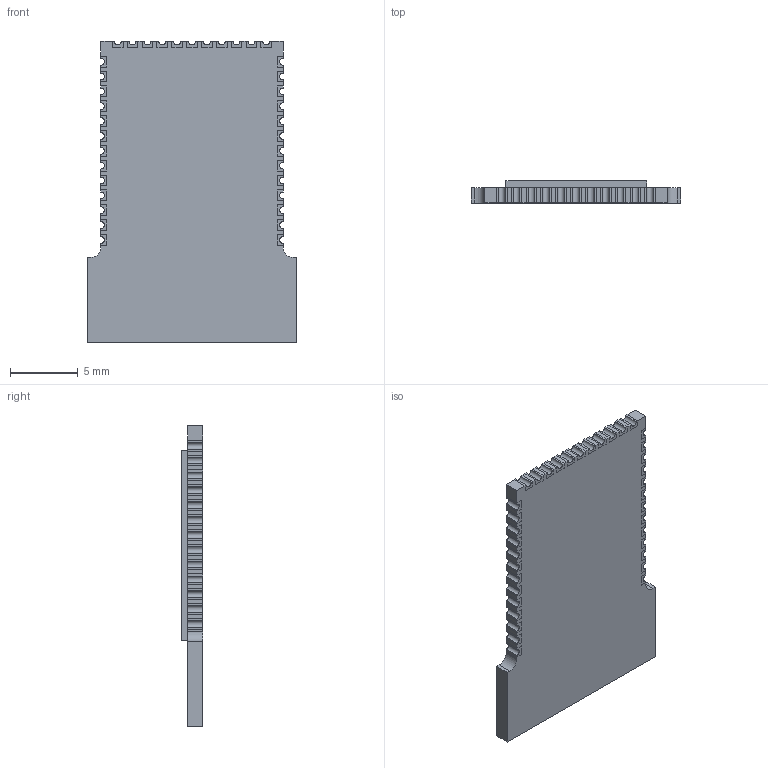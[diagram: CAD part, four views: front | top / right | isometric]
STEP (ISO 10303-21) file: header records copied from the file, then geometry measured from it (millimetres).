
FILE_DESCRIPTION(/* description */ (''),/* implementation_level */ '2;1');
FILE_NAME(/* name */ 'holyiot_18039_nRF52840.step',/* time_stamp */ '2023-01-23T15:17:55+08:00',/* author */ (''),/* organization */ (''),/* preprocessor_version */ 'ST-DEVELOPER v19.2',/* originating_system */ 'Autodesk Translation Framework v11.17.0.187',/* authorisation */ '');
FILE_SCHEMA (('AUTOMOTIVE_DESIGN { 1 0 10303 214 3 1 1 }'));
Length unit declared in the file: millimetre
Products named in the file (1): (Unsaved)
Bounding box: 15.5 x 1.62 x 22.3 mm (x, y, z)
Volume: 421.1 mm3; surface area: 1176.2 mm2
Topology: 39 solids, 39 shells, 462 faces, 1152 edges, 768 vertices
Faces by surface type: plane 423, cylinder 39
Entity records: 13550 total; most frequent: CARTESIAN_POINT 2383, ORIENTED_EDGE 2304, DIRECTION 2156, EDGE_CURVE 1152, LINE 1074, VECTOR 1074, VERTEX_POINT 768, AXIS2_PLACEMENT_3D 541
